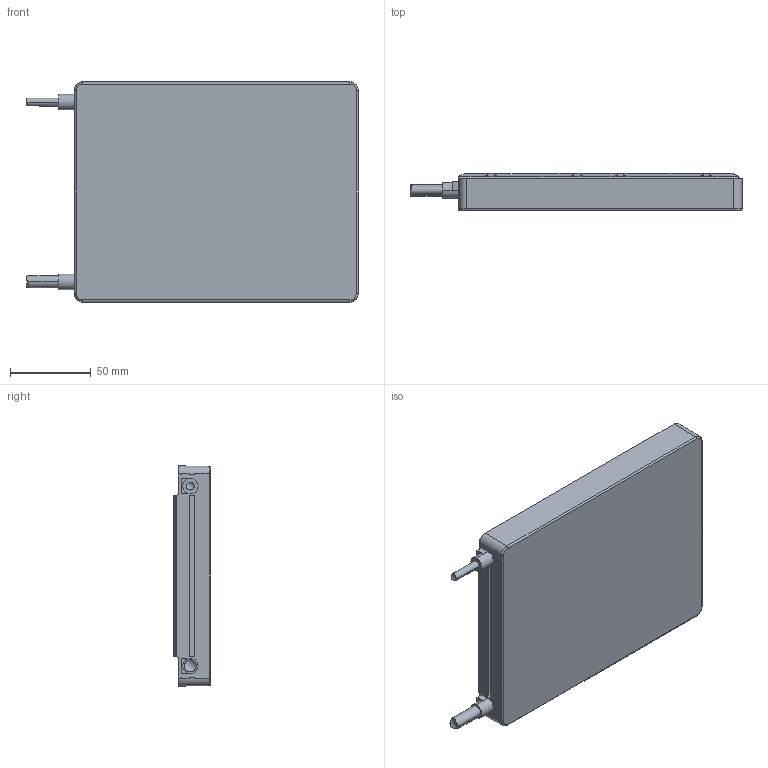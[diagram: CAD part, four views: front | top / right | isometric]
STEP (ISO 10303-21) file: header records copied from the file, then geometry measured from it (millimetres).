
FILE_DESCRIPTION((''),'2;1');
FILE_NAME('PRT0017','2016-12-20T',('ch5526'),(''),'PRO/ENGINEER BY PARAMETRIC TECHNOLOGY CORPORATION, 2014000','PRO/ENGINEER BY PARAMETRIC TECHNOLOGY CORPORATION, 2014000','');
FILE_SCHEMA(('CONFIG_CONTROL_DESIGN'));
Length unit declared in the file: millimetre
Products named in the file (1): PRT0017
Bounding box: 205 x 23.15 x 136 mm (x, y, z)
Volume: 525661.5 mm3; surface area: 75842.4 mm2
Topology: 1 solids, 3 shells, 231 faces, 645 edges, 420 vertices
Faces by surface type: plane 154, cylinder 73, bspline 4
Entity records: 9350 total; most frequent: CARTESIAN_POINT 1725, ORIENTED_EDGE 1290, DIRECTION 1187, EDGE_CURVE 645, VECTOR 473, LINE 473, VERTEX_POINT 420, AXIS2_PLACEMENT_3D 357
